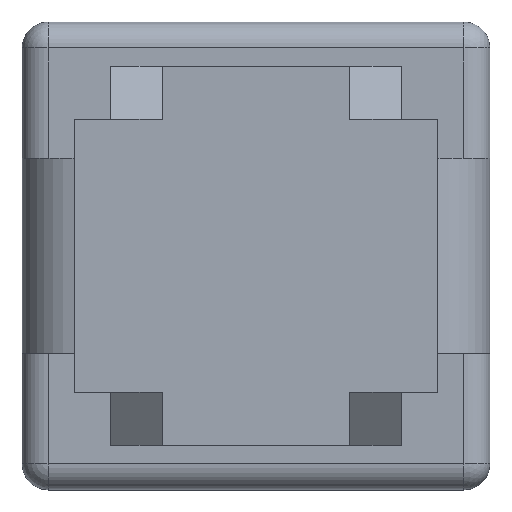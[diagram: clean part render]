
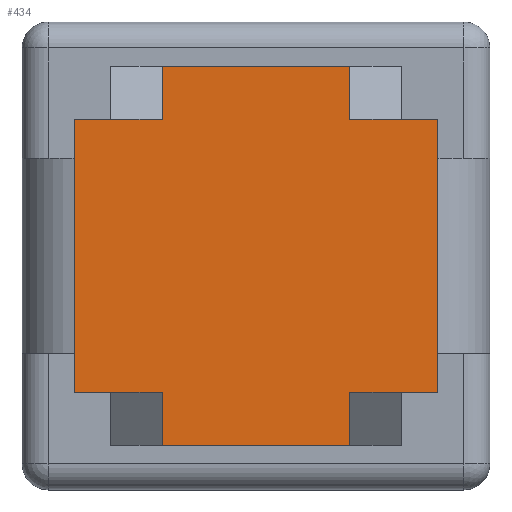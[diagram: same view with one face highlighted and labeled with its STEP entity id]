
A CAD part, top view. The second image highlights one B-rep face of the part: STEP entity #434.
In plain terms, the highlighted planar face has unit normal (0, 0, 1).
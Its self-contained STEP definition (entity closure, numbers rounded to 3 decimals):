
#307=CARTESIAN_POINT('',(-0.,0.,2.));
#308=DIRECTION('',(-0.,-0.,1.));
#309=DIRECTION('',(0.,1.,0.));
#310=AXIS2_PLACEMENT_3D('',#307,#308,#309);
#311=PLANE('',#310);
#312=CARTESIAN_POINT('',(-4.625,-16.75,2.));
#313=VERTEX_POINT('',#312);
#314=CARTESIAN_POINT('',(-7.,-16.75,2.));
#315=VERTEX_POINT('',#314);
#316=CARTESIAN_POINT('',(-4.625,-16.75,2.));
#317=DIRECTION('',(-1.,-0.,-0.));
#318=VECTOR('',#317,2.375);
#319=LINE('',#316,#318);
#320=EDGE_CURVE('',#313,#315,#319,.T.);
#321=ORIENTED_EDGE('',*,*,#320,.F.);
#322=CARTESIAN_POINT('',(-3.6,-16.75,2.));
#323=VERTEX_POINT('',#322);
#324=CARTESIAN_POINT('',(-3.6,-16.75,2.));
#325=DIRECTION('',(-1.,-0.,-0.));
#326=VECTOR('',#325,1.025);
#327=LINE('',#324,#326);
#328=EDGE_CURVE('',#323,#313,#327,.T.);
#329=ORIENTED_EDGE('',*,*,#328,.F.);
#330=CARTESIAN_POINT('',(-3.6,-18.8,2.));
#331=VERTEX_POINT('',#330);
#332=CARTESIAN_POINT('',(-3.6,-18.8,2.));
#333=DIRECTION('',(0.,1.,0.));
#334=VECTOR('',#333,2.05);
#335=LINE('',#332,#334);
#336=EDGE_CURVE('',#331,#323,#335,.T.);
#337=ORIENTED_EDGE('',*,*,#336,.F.);
#338=CARTESIAN_POINT('',(-0.,-18.8,2.));
#339=VERTEX_POINT('',#338);
#340=CARTESIAN_POINT('',(-0.,-18.8,2.));
#341=DIRECTION('',(-1.,0.,0.));
#342=VECTOR('',#341,3.6);
#343=LINE('',#340,#342);
#344=EDGE_CURVE('',#339,#331,#343,.T.);
#345=ORIENTED_EDGE('',*,*,#344,.F.);
#346=CARTESIAN_POINT('',(3.6,-18.8,2.));
#347=VERTEX_POINT('',#346);
#348=CARTESIAN_POINT('',(3.6,-18.8,2.));
#349=DIRECTION('',(-1.,0.,0.));
#350=VECTOR('',#349,3.6);
#351=LINE('',#348,#350);
#352=EDGE_CURVE('',#347,#339,#351,.T.);
#353=ORIENTED_EDGE('',*,*,#352,.F.);
#354=CARTESIAN_POINT('',(3.6,-16.75,2.));
#355=VERTEX_POINT('',#354);
#356=CARTESIAN_POINT('',(3.6,-16.75,2.));
#357=DIRECTION('',(-0.,-1.,-0.));
#358=VECTOR('',#357,2.05);
#359=LINE('',#356,#358);
#360=EDGE_CURVE('',#355,#347,#359,.T.);
#361=ORIENTED_EDGE('',*,*,#360,.F.);
#362=CARTESIAN_POINT('',(4.625,-16.75,2.));
#363=VERTEX_POINT('',#362);
#364=CARTESIAN_POINT('',(4.625,-16.75,2.));
#365=DIRECTION('',(-1.,-0.,-0.));
#366=VECTOR('',#365,1.025);
#367=LINE('',#364,#366);
#368=EDGE_CURVE('',#363,#355,#367,.T.);
#369=ORIENTED_EDGE('',*,*,#368,.F.);
#370=CARTESIAN_POINT('',(7.,-16.75,2.));
#371=VERTEX_POINT('',#370);
#372=CARTESIAN_POINT('',(7.,-16.75,2.));
#373=DIRECTION('',(-1.,-0.,-0.));
#374=VECTOR('',#373,2.375);
#375=LINE('',#372,#374);
#376=EDGE_CURVE('',#371,#363,#375,.T.);
#377=ORIENTED_EDGE('',*,*,#376,.F.);
#378=CARTESIAN_POINT('',(7.,-6.25,2.));
#379=VERTEX_POINT('',#378);
#380=CARTESIAN_POINT('',(7.,-6.25,2.));
#381=DIRECTION('',(-0.,-1.,-0.));
#382=VECTOR('',#381,10.5);
#383=LINE('',#380,#382);
#384=EDGE_CURVE('',#379,#371,#383,.T.);
#385=ORIENTED_EDGE('',*,*,#384,.F.);
#386=CARTESIAN_POINT('',(3.6,-6.25,2.));
#387=VERTEX_POINT('',#386);
#388=CARTESIAN_POINT('',(3.6,-6.25,2.));
#389=DIRECTION('',(1.,-0.,0.));
#390=VECTOR('',#389,3.4);
#391=LINE('',#388,#390);
#392=EDGE_CURVE('',#387,#379,#391,.T.);
#393=ORIENTED_EDGE('',*,*,#392,.F.);
#394=CARTESIAN_POINT('',(3.6,-4.2,2.));
#395=VERTEX_POINT('',#394);
#396=CARTESIAN_POINT('',(3.6,-4.2,2.));
#397=DIRECTION('',(-0.,-1.,-0.));
#398=VECTOR('',#397,2.05);
#399=LINE('',#396,#398);
#400=EDGE_CURVE('',#395,#387,#399,.T.);
#401=ORIENTED_EDGE('',*,*,#400,.F.);
#402=CARTESIAN_POINT('',(-3.6,-4.2,2.));
#403=VERTEX_POINT('',#402);
#404=CARTESIAN_POINT('',(-3.6,-4.2,2.));
#405=DIRECTION('',(1.,-0.,-0.));
#406=VECTOR('',#405,7.2);
#407=LINE('',#404,#406);
#408=EDGE_CURVE('',#403,#395,#407,.T.);
#409=ORIENTED_EDGE('',*,*,#408,.F.);
#410=CARTESIAN_POINT('',(-3.6,-6.25,2.));
#411=VERTEX_POINT('',#410);
#412=CARTESIAN_POINT('',(-3.6,-6.25,2.));
#413=DIRECTION('',(0.,1.,0.));
#414=VECTOR('',#413,2.05);
#415=LINE('',#412,#414);
#416=EDGE_CURVE('',#411,#403,#415,.T.);
#417=ORIENTED_EDGE('',*,*,#416,.F.);
#418=CARTESIAN_POINT('',(-7.,-6.25,2.));
#419=VERTEX_POINT('',#418);
#420=CARTESIAN_POINT('',(-7.,-6.25,2.));
#421=DIRECTION('',(1.,-0.,0.));
#422=VECTOR('',#421,3.4);
#423=LINE('',#420,#422);
#424=EDGE_CURVE('',#419,#411,#423,.T.);
#425=ORIENTED_EDGE('',*,*,#424,.F.);
#426=CARTESIAN_POINT('',(-7.,-16.75,2.));
#427=DIRECTION('',(0.,1.,0.));
#428=VECTOR('',#427,10.5);
#429=LINE('',#426,#428);
#430=EDGE_CURVE('',#315,#419,#429,.T.);
#431=ORIENTED_EDGE('',*,*,#430,.F.);
#432=EDGE_LOOP('',(#321,#329,#337,#345,#353,#361,#369,#377,#385,#393,#401,#409,#417,#425,#431));
#433=FACE_BOUND('',#432,.T.);
#434=ADVANCED_FACE('',(#433),#311,.T.);
